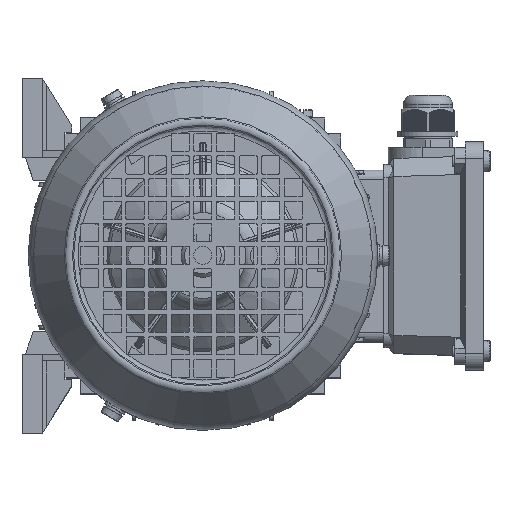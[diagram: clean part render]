
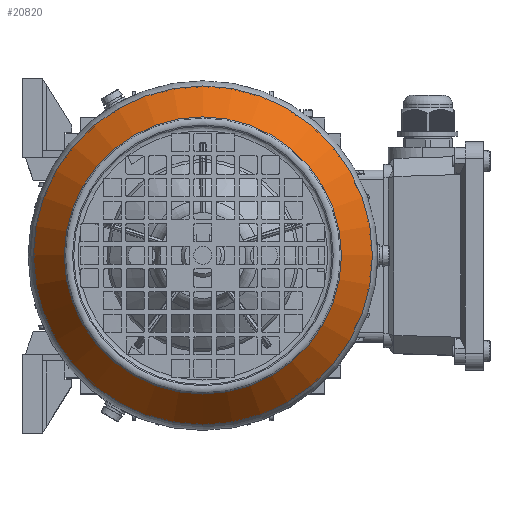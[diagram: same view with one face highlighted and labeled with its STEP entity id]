
A CAD part, top view. The second image highlights one B-rep face of the part: STEP entity #20820.
In plain terms, the highlighted conical face has half-angle 35 degrees and reference radius 74.985 mm.
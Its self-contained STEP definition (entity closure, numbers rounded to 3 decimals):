
#15273=FACE_BOUND('',#29137,.T.);
#15274=FACE_BOUND('',#29138,.T.);
#20820=ADVANCED_FACE('',(#15273,#15274),#23155,.T.);
#23155=CONICAL_SURFACE('',#80141,74.985,35.);
#29137=EDGE_LOOP('',(#45146));
#29138=EDGE_LOOP('',(#45147));
#32882=CIRCLE('',#80138,74.985);
#32883=CIRCLE('',#80140,61.294);
#45146=ORIENTED_EDGE('',*,*,#69871,.T.);
#45147=ORIENTED_EDGE('',*,*,#69870,.F.);
#60724=VERTEX_POINT('',#130474);
#60725=VERTEX_POINT('',#130477);
#69870=EDGE_CURVE('',#60724,#60724,#32882,.T.);
#69871=EDGE_CURVE('',#60725,#60725,#32883,.T.);
#80138=AXIS2_PLACEMENT_3D('',#130473,#93143,#93144);
#80140=AXIS2_PLACEMENT_3D('',#130476,#93147,#93148);
#80141=AXIS2_PLACEMENT_3D('',#130478,#93149,#93150);
#93143=DIRECTION('',(0.,0.,-1.));
#93144=DIRECTION('',(0.,-1.,0.));
#93147=DIRECTION('',(0.,0.,-1.));
#93148=DIRECTION('',(0.,-1.,0.));
#93149=DIRECTION('',(0.,0.,-1.));
#93150=DIRECTION('',(0.,-1.,0.));
#130473=CARTESIAN_POINT('',(0.,0.,199.253));
#130474=CARTESIAN_POINT('',(0.,-74.985,199.253));
#130476=CARTESIAN_POINT('',(0.,0.,218.806));
#130477=CARTESIAN_POINT('',(0.,-61.294,218.806));
#130478=CARTESIAN_POINT('',(0.,0.,199.253));
